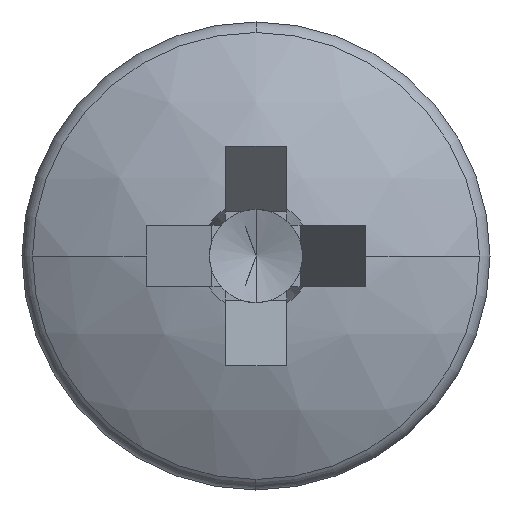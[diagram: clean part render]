
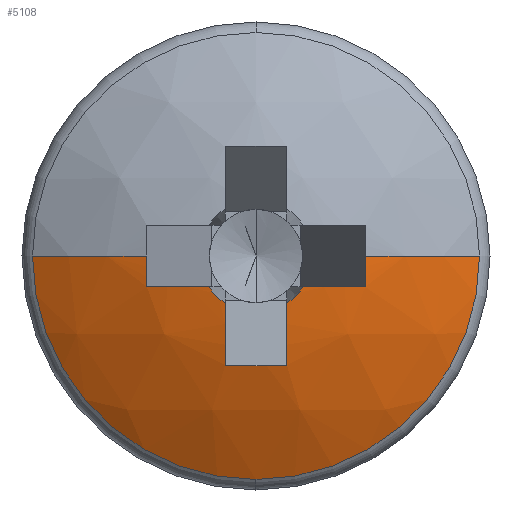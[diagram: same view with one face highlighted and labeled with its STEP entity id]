
A CAD part, left-side view. The second image highlights one B-rep face of the part: STEP entity #5108.
In plain terms, the highlighted spherical face has radius 5 mm.
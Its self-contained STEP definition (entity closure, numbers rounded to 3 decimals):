
#81 = CARTESIAN_POINT ( 'NONE',  ( 0.775, -2.674, 0. ) ) ;
#177 = AXIS2_PLACEMENT_3D ( 'NONE', #7425, #10077, #2419 ) ;
#193 = EDGE_CURVE ( 'NONE', #8115, #5261, #965, .T. ) ;
#199 = VERTEX_POINT ( 'NONE', #9736 ) ;
#211 = DIRECTION ( 'NONE',  ( 0., 0., -1. ) ) ;
#238 = DIRECTION ( 'NONE',  ( -0.895, 0.446, 0. ) ) ;
#263 = EDGE_CURVE ( 'NONE', #6691, #4033, #7686, .T. ) ;
#268 = DIRECTION ( 'NONE',  ( 0., -1., 0. ) ) ;
#292 = CARTESIAN_POINT ( 'NONE',  ( 0.188, 1.306, -0.37 ) ) ;
#313 = CARTESIAN_POINT ( 'NONE',  ( 4.564, 0., 0.875 ) ) ;
#318 = CIRCLE ( 'NONE', #4628, 2.674 ) ;
#320 = AXIS2_PLACEMENT_3D ( 'NONE', #8212, #3855, #7371 ) ;
#436 = AXIS2_PLACEMENT_3D ( 'NONE', #8573, #211, #7777 ) ;
#466 = EDGE_CURVE ( 'NONE', #2819, #5261, #4885, .T. ) ;
#499 = CARTESIAN_POINT ( 'NONE',  ( 0.775, 2.674, 0. ) ) ;
#540 = CARTESIAN_POINT ( 'NONE',  ( 0.188, -0.37, -1.306 ) ) ;
#643 = AXIS2_PLACEMENT_3D ( 'NONE', #788, #8298, #3241 ) ;
#711 = EDGE_CURVE ( 'NONE', #9316, #10586, #5277, .T. ) ;
#788 = CARTESIAN_POINT ( 'NONE',  ( 0.046, 0., 0. ) ) ;
#965 = CIRCLE ( 'NONE', #320, 5. ) ;
#1295 = DIRECTION ( 'NONE',  ( 0., 0., 1. ) ) ;
#1411 = VERTEX_POINT ( 'NONE', #7700 ) ;
#1497 = DIRECTION ( 'NONE',  ( 0., 0., -1. ) ) ;
#1658 = CARTESIAN_POINT ( 'NONE',  ( 0.175, 1.313, 0. ) ) ;
#2017 = ORIENTED_EDGE ( 'NONE', *, *, #466, .T. ) ;
#2036 = EDGE_CURVE ( 'NONE', #5252, #1411, #7776, .T. ) ;
#2137 = DIRECTION ( 'NONE',  ( 0., -1., 0. ) ) ;
#2289 = SPHERICAL_SURFACE ( 'NONE', #436, 5. ) ;
#2385 = DIRECTION ( 'NONE',  ( 0., 0., 1. ) ) ;
#2416 = AXIS2_PLACEMENT_3D ( 'NONE', #4154, #10021, #5875 ) ;
#2419 = DIRECTION ( 'NONE',  ( 0., 0., 1. ) ) ;
#2425 = VERTEX_POINT ( 'NONE', #10696 ) ;
#2659 = CARTESIAN_POINT ( 'NONE',  ( 5., 0.37, 0. ) ) ;
#2794 = CIRCLE ( 'NONE', #9635, 4.986 ) ;
#2812 = DIRECTION ( 'NONE',  ( 0.446, 0., -0.895 ) ) ;
#2819 = VERTEX_POINT ( 'NONE', #292 ) ;
#3096 = AXIS2_PLACEMENT_3D ( 'NONE', #2659, #268, #6817 ) ;
#3099 = ORIENTED_EDGE ( 'NONE', *, *, #711, .T. ) ;
#3111 = EDGE_CURVE ( 'NONE', #6052, #2425, #4315, .T. ) ;
#3161 = CARTESIAN_POINT ( 'NONE',  ( 5., -0.37, 0. ) ) ;
#3241 = DIRECTION ( 'NONE',  ( 0., 0., -1. ) ) ;
#3297 = AXIS2_PLACEMENT_3D ( 'NONE', #4807, #1497, #10636 ) ;
#3439 = FACE_OUTER_BOUND ( 'NONE', #3774, .T. ) ;
#3774 = EDGE_LOOP ( 'NONE', ( #4010, #3099, #8000, #4668, #9504, #4634, #6072, #9259, #7683, #8159, #5035, #2017, #10371 ) ) ;
#3855 = DIRECTION ( 'NONE',  ( 0., 0., 1. ) ) ;
#3923 = CARTESIAN_POINT ( 'NONE',  ( 0.046, 0.565, -0.37 ) ) ;
#4010 = ORIENTED_EDGE ( 'NONE', *, *, #5483, .T. ) ;
#4033 = VERTEX_POINT ( 'NONE', #6486 ) ;
#4072 = AXIS2_PLACEMENT_3D ( 'NONE', #10411, #6964, #7033 ) ;
#4133 = AXIS2_PLACEMENT_3D ( 'NONE', #313, #2812, #6179 ) ;
#4154 = CARTESIAN_POINT ( 'NONE',  ( 0.046, 0., 0. ) ) ;
#4172 = CARTESIAN_POINT ( 'NONE',  ( 0.775, 0., 0. ) ) ;
#4315 = CIRCLE ( 'NONE', #4133, 4.903 ) ;
#4494 = DIRECTION ( 'NONE',  ( 0.446, 0.895, 0. ) ) ;
#4587 = CARTESIAN_POINT ( 'NONE',  ( 5., 0., -0.37 ) ) ;
#4628 = AXIS2_PLACEMENT_3D ( 'NONE', #4172, #5004, #2385 ) ;
#4634 = ORIENTED_EDGE ( 'NONE', *, *, #5037, .F. ) ;
#4664 = DIRECTION ( 'NONE',  ( 0., -1., 0. ) ) ;
#4668 = ORIENTED_EDGE ( 'NONE', *, *, #10017, .T. ) ;
#4807 = CARTESIAN_POINT ( 'NONE',  ( 5., 0., 0. ) ) ;
#4885 = CIRCLE ( 'NONE', #8410, 4.903 ) ;
#4886 = CARTESIAN_POINT ( 'NONE',  ( 0.046, -0.37, -0.565 ) ) ;
#4987 = EDGE_CURVE ( 'NONE', #6052, #7992, #2794, .T. ) ;
#5004 = DIRECTION ( 'NONE',  ( -1., 0., 0. ) ) ;
#5035 = ORIENTED_EDGE ( 'NONE', *, *, #6088, .F. ) ;
#5037 = EDGE_CURVE ( 'NONE', #7992, #5252, #6230, .T. ) ;
#5108 = ADVANCED_FACE ( 'NONE', ( #3439 ), #2289, .T. ) ;
#5252 = VERTEX_POINT ( 'NONE', #8392 ) ;
#5261 = VERTEX_POINT ( 'NONE', #1658 ) ;
#5277 = CIRCLE ( 'NONE', #177, 2.674 ) ;
#5307 = CARTESIAN_POINT ( 'NONE',  ( 4.564, -0.875, 0. ) ) ;
#5400 = DIRECTION ( 'NONE',  ( 0., 0., 1. ) ) ;
#5483 = EDGE_CURVE ( 'NONE', #8115, #9316, #318, .T. ) ;
#5875 = DIRECTION ( 'NONE',  ( 0., 0., -1. ) ) ;
#6052 = VERTEX_POINT ( 'NONE', #540 ) ;
#6072 = ORIENTED_EDGE ( 'NONE', *, *, #4987, .F. ) ;
#6088 = EDGE_CURVE ( 'NONE', #2819, #6691, #10131, .T. ) ;
#6136 = AXIS2_PLACEMENT_3D ( 'NONE', #6333, #1295, #2137 ) ;
#6179 = DIRECTION ( 'NONE',  ( -0.895, 0., -0.446 ) ) ;
#6230 = CIRCLE ( 'NONE', #643, 0.675 ) ;
#6333 = CARTESIAN_POINT ( 'NONE',  ( 5., 0., -0.37 ) ) ;
#6422 = DIRECTION ( 'NONE',  ( 0., 0., 1. ) ) ;
#6437 = CARTESIAN_POINT ( 'NONE',  ( 0.775, 0., -2.674 ) ) ;
#6486 = CARTESIAN_POINT ( 'NONE',  ( 0.046, 0.37, -0.565 ) ) ;
#6490 = EDGE_CURVE ( 'NONE', #4033, #2425, #8703, .T. ) ;
#6691 = VERTEX_POINT ( 'NONE', #3923 ) ;
#6817 = DIRECTION ( 'NONE',  ( 0., 0., -1. ) ) ;
#6964 = DIRECTION ( 'NONE',  ( 0.446, -0.895, 0. ) ) ;
#7033 = DIRECTION ( 'NONE',  ( 0.895, 0.446, 0. ) ) ;
#7371 = DIRECTION ( 'NONE',  ( 1., 0., 0. ) ) ;
#7425 = CARTESIAN_POINT ( 'NONE',  ( 0.775, 0., 0. ) ) ;
#7683 = ORIENTED_EDGE ( 'NONE', *, *, #6490, .F. ) ;
#7686 = CIRCLE ( 'NONE', #2416, 0.675 ) ;
#7700 = CARTESIAN_POINT ( 'NONE',  ( 0.188, -1.306, -0.37 ) ) ;
#7776 = CIRCLE ( 'NONE', #7870, 4.986 ) ;
#7777 = DIRECTION ( 'NONE',  ( 0., 1., 0. ) ) ;
#7870 = AXIS2_PLACEMENT_3D ( 'NONE', #4587, #5400, #4664 ) ;
#7992 = VERTEX_POINT ( 'NONE', #4886 ) ;
#8000 = ORIENTED_EDGE ( 'NONE', *, *, #10425, .T. ) ;
#8115 = VERTEX_POINT ( 'NONE', #499 ) ;
#8159 = ORIENTED_EDGE ( 'NONE', *, *, #263, .F. ) ;
#8212 = CARTESIAN_POINT ( 'NONE',  ( 5., 0., 0. ) ) ;
#8298 = DIRECTION ( 'NONE',  ( -1., 0., 0. ) ) ;
#8392 = CARTESIAN_POINT ( 'NONE',  ( 0.046, -0.565, -0.37 ) ) ;
#8410 = AXIS2_PLACEMENT_3D ( 'NONE', #5307, #4494, #238 ) ;
#8573 = CARTESIAN_POINT ( 'NONE',  ( 5., 0., 0. ) ) ;
#8703 = CIRCLE ( 'NONE', #3096, 4.986 ) ;
#8885 = CIRCLE ( 'NONE', #4072, 4.903 ) ;
#8992 = DIRECTION ( 'NONE',  ( 0., 1., 0. ) ) ;
#9259 = ORIENTED_EDGE ( 'NONE', *, *, #3111, .T. ) ;
#9316 = VERTEX_POINT ( 'NONE', #6437 ) ;
#9504 = ORIENTED_EDGE ( 'NONE', *, *, #2036, .F. ) ;
#9635 = AXIS2_PLACEMENT_3D ( 'NONE', #3161, #8992, #6422 ) ;
#9736 = CARTESIAN_POINT ( 'NONE',  ( 0.175, -1.313, 0. ) ) ;
#9922 = CIRCLE ( 'NONE', #3297, 5. ) ;
#10017 = EDGE_CURVE ( 'NONE', #199, #1411, #8885, .T. ) ;
#10021 = DIRECTION ( 'NONE',  ( -1., 0., 0. ) ) ;
#10077 = DIRECTION ( 'NONE',  ( -1., 0., 0. ) ) ;
#10131 = CIRCLE ( 'NONE', #6136, 4.986 ) ;
#10371 = ORIENTED_EDGE ( 'NONE', *, *, #193, .F. ) ;
#10411 = CARTESIAN_POINT ( 'NONE',  ( 4.564, 0.875, 0. ) ) ;
#10425 = EDGE_CURVE ( 'NONE', #10586, #199, #9922, .T. ) ;
#10586 = VERTEX_POINT ( 'NONE', #81 ) ;
#10636 = DIRECTION ( 'NONE',  ( 0., 1., 0. ) ) ;
#10696 = CARTESIAN_POINT ( 'NONE',  ( 0.188, 0.37, -1.306 ) ) ;
